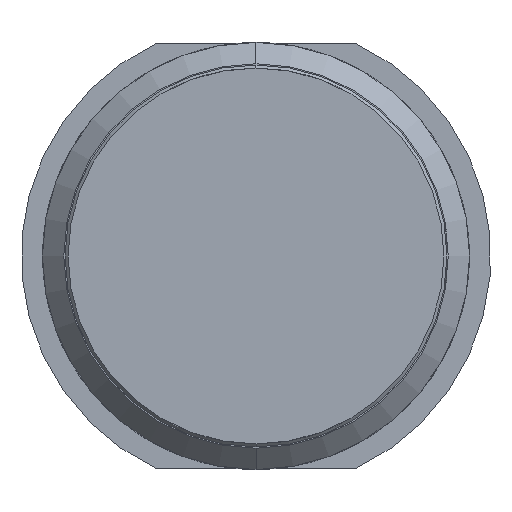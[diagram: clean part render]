
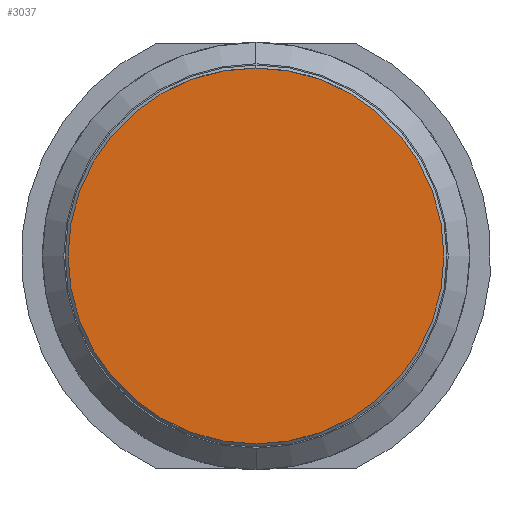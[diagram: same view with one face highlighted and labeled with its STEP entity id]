
A CAD part, front view. The second image highlights one B-rep face of the part: STEP entity #3037.
In plain terms, the highlighted planar face has unit normal (0, -1, 0).
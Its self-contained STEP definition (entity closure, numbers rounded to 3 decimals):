
#41 = DIRECTION ( 'NONE',  ( 0., 1., 0. ) ) ;
#346 = CARTESIAN_POINT ( 'NONE',  ( -2.2, 0., 0. ) ) ;
#600 = DIRECTION ( 'NONE',  ( -1., 0., 0. ) ) ;
#727 = CARTESIAN_POINT ( 'NONE',  ( 0., 0., -1.9 ) ) ;
#848 = CIRCLE ( 'NONE', #1961, 2.2 ) ;
#1178 = VERTEX_POINT ( 'NONE', #346 ) ;
#1752 = AXIS2_PLACEMENT_3D ( 'NONE', #2620, #1914, #600 ) ;
#1898 = CIRCLE ( 'NONE', #1752, 2.2 ) ;
#1914 = DIRECTION ( 'NONE',  ( 0., -1., 0. ) ) ;
#1961 = AXIS2_PLACEMENT_3D ( 'NONE', #2145, #2835, #2823 ) ;
#2128 = AXIS2_PLACEMENT_3D ( 'NONE', #727, #41, #3420 ) ;
#2145 = CARTESIAN_POINT ( 'NONE',  ( 0., 0., 0. ) ) ;
#2288 = ORIENTED_EDGE ( 'NONE', *, *, #2706, .T. ) ;
#2599 = EDGE_LOOP ( 'NONE', ( #4033, #2288 ) ) ;
#2620 = CARTESIAN_POINT ( 'NONE',  ( 0., 0., 0. ) ) ;
#2706 = EDGE_CURVE ( 'Defeature ausgef�hrt1_16+Defeature ausgef�hrt1_23+Defeature ausgef�hrt1_23+Defeature ausgef�hrt1_23', #3096, #1178, #848, .T. ) ;
#2747 = PLANE ( 'NONE',  #2128 ) ;
#2823 = DIRECTION ( 'NONE',  ( -1., 0., 0. ) ) ;
#2835 = DIRECTION ( 'NONE',  ( 0., -1., 0. ) ) ;
#3037 = ADVANCED_FACE ( 'Defeature ausgef�hrt1_16', ( #4056 ), #2747, .F. ) ;
#3096 = VERTEX_POINT ( 'NONE', #4027 ) ;
#3420 = DIRECTION ( 'NONE',  ( 1., 0., 0. ) ) ;
#4027 = CARTESIAN_POINT ( 'NONE',  ( 2.2, 0., 0. ) ) ;
#4033 = ORIENTED_EDGE ( 'NONE', *, *, #4310, .T. ) ;
#4056 = FACE_OUTER_BOUND ( 'NONE', #2599, .T. ) ;
#4310 = EDGE_CURVE ( 'Defeature ausgef�hrt1_16+Defeature ausgef�hrt1_23+Defeature ausgef�hrt1_23+Defeature ausgef�hrt1_23', #1178, #3096, #1898, .T. ) ;
